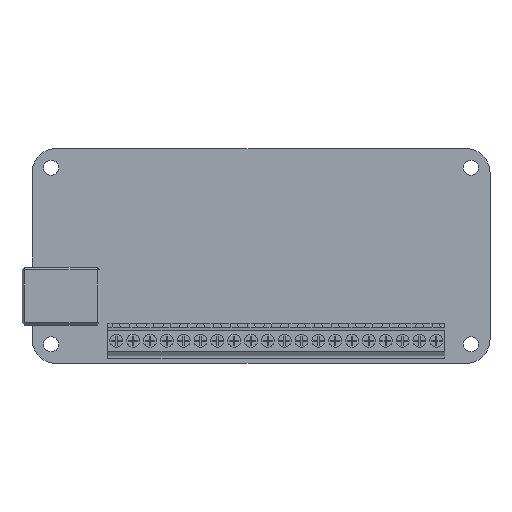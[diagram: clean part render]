
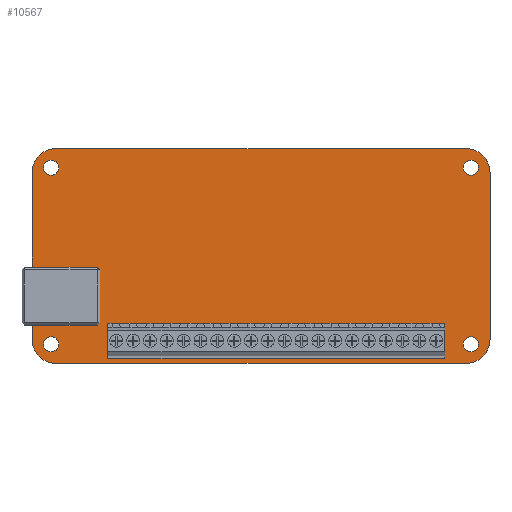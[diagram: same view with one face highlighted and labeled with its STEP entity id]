
A CAD part, top view. The second image highlights one B-rep face of the part: STEP entity #10567.
In plain terms, the highlighted planar face has unit normal (0, 0, 1).
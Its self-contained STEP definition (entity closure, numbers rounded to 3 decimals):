
#341=FACE_BOUND('',#1578,.T.);
#342=FACE_BOUND('',#1579,.T.);
#343=FACE_BOUND('',#1580,.T.);
#344=FACE_BOUND('',#1581,.T.);
#412=PLANE('',#11276);
#981=FACE_OUTER_BOUND('',#1577,.T.);
#1577=EDGE_LOOP('',(#7585,#7586,#7587,#7588,#7589,#7590,#7591,#7592));
#1578=EDGE_LOOP('',(#7593));
#1579=EDGE_LOOP('',(#7594));
#1580=EDGE_LOOP('',(#7595));
#1581=EDGE_LOOP('',(#7596));
#2243=LINE('',#14684,#3667);
#2246=LINE('',#14690,#3670);
#2247=LINE('',#14694,#3671);
#2248=LINE('',#14698,#3672);
#3667=VECTOR('',#11943,10.);
#3670=VECTOR('',#11948,10.);
#3671=VECTOR('',#11951,10.);
#3672=VECTOR('',#11954,10.);
#5089=CIRCLE('',#11273,5.);
#5091=CIRCLE('',#11277,5.);
#5092=CIRCLE('',#11278,5.);
#5093=CIRCLE('',#11279,5.);
#5094=CIRCLE('',#11280,1.6);
#5095=CIRCLE('',#11281,1.6);
#5096=CIRCLE('',#11282,1.6);
#5097=CIRCLE('',#11283,1.6);
#5145=VERTEX_POINT('',#14674);
#5146=VERTEX_POINT('',#14675);
#5149=VERTEX_POINT('',#14683);
#5151=VERTEX_POINT('',#14689);
#5152=VERTEX_POINT('',#14691);
#5153=VERTEX_POINT('',#14693);
#5154=VERTEX_POINT('',#14695);
#5155=VERTEX_POINT('',#14697);
#5156=VERTEX_POINT('',#14700);
#5157=VERTEX_POINT('',#14702);
#5158=VERTEX_POINT('',#14704);
#5159=VERTEX_POINT('',#14706);
#6097=EDGE_CURVE('',#5145,#5146,#5089,.T.);
#6101=EDGE_CURVE('',#5149,#5146,#2243,.T.);
#6104=EDGE_CURVE('',#5145,#5151,#2246,.T.);
#6105=EDGE_CURVE('',#5152,#5151,#5091,.T.);
#6106=EDGE_CURVE('',#5152,#5153,#2247,.T.);
#6107=EDGE_CURVE('',#5154,#5153,#5092,.T.);
#6108=EDGE_CURVE('',#5154,#5155,#2248,.T.);
#6109=EDGE_CURVE('',#5149,#5155,#5093,.T.);
#6110=EDGE_CURVE('',#5156,#5156,#5094,.T.);
#6111=EDGE_CURVE('',#5157,#5157,#5095,.T.);
#6112=EDGE_CURVE('',#5158,#5158,#5096,.T.);
#6113=EDGE_CURVE('',#5159,#5159,#5097,.T.);
#7585=ORIENTED_EDGE('',*,*,#6097,.F.);
#7586=ORIENTED_EDGE('',*,*,#6104,.T.);
#7587=ORIENTED_EDGE('',*,*,#6105,.F.);
#7588=ORIENTED_EDGE('',*,*,#6106,.T.);
#7589=ORIENTED_EDGE('',*,*,#6107,.F.);
#7590=ORIENTED_EDGE('',*,*,#6108,.T.);
#7591=ORIENTED_EDGE('',*,*,#6109,.F.);
#7592=ORIENTED_EDGE('',*,*,#6101,.T.);
#7593=ORIENTED_EDGE('',*,*,#6110,.T.);
#7594=ORIENTED_EDGE('',*,*,#6111,.T.);
#7595=ORIENTED_EDGE('',*,*,#6112,.T.);
#7596=ORIENTED_EDGE('',*,*,#6113,.T.);
#10567=ADVANCED_FACE('',(#981,#341,#342,#343,#344),#412,.T.);
#11273=AXIS2_PLACEMENT_3D('',#14676,#11935,#11936);
#11276=AXIS2_PLACEMENT_3D('',#14688,#11946,#11947);
#11277=AXIS2_PLACEMENT_3D('',#14692,#11949,#11950);
#11278=AXIS2_PLACEMENT_3D('',#14696,#11952,#11953);
#11279=AXIS2_PLACEMENT_3D('',#14699,#11955,#11956);
#11280=AXIS2_PLACEMENT_3D('',#14701,#11957,#11958);
#11281=AXIS2_PLACEMENT_3D('',#14703,#11959,#11960);
#11282=AXIS2_PLACEMENT_3D('',#14705,#11961,#11962);
#11283=AXIS2_PLACEMENT_3D('',#14707,#11963,#11964);
#11935=DIRECTION('center_axis',(0.,0.,-1.));
#11936=DIRECTION('ref_axis',(-0.707,0.707,0.));
#11943=DIRECTION('',(-1.,0.,0.));
#11946=DIRECTION('center_axis',(0.,0.,1.));
#11947=DIRECTION('ref_axis',(1.,0.,0.));
#11948=DIRECTION('',(0.,-1.,0.));
#11949=DIRECTION('center_axis',(0.,0.,-1.));
#11950=DIRECTION('ref_axis',(-0.707,-0.707,0.));
#11951=DIRECTION('',(1.,0.,0.));
#11952=DIRECTION('center_axis',(0.,0.,-1.));
#11953=DIRECTION('ref_axis',(0.707,-0.707,0.));
#11954=DIRECTION('',(0.,1.,0.));
#11955=DIRECTION('center_axis',(0.,0.,-1.));
#11956=DIRECTION('ref_axis',(0.707,0.707,0.));
#11957=DIRECTION('center_axis',(0.,0.,-1.));
#11958=DIRECTION('ref_axis',(1.,0.,0.));
#11959=DIRECTION('center_axis',(0.,0.,-1.));
#11960=DIRECTION('ref_axis',(1.,0.,0.));
#11961=DIRECTION('center_axis',(0.,0.,-1.));
#11962=DIRECTION('ref_axis',(1.,0.,0.));
#11963=DIRECTION('center_axis',(0.,0.,-1.));
#11964=DIRECTION('ref_axis',(1.,0.,0.));
#14674=CARTESIAN_POINT('',(-48.,17.5,1.6));
#14675=CARTESIAN_POINT('',(-43.,22.5,1.6));
#14676=CARTESIAN_POINT('Origin',(-43.,17.5,1.6));
#14683=CARTESIAN_POINT('',(43.,22.5,1.6));
#14684=CARTESIAN_POINT('',(48.,22.5,1.6));
#14688=CARTESIAN_POINT('Origin',(0.,0.,1.6));
#14689=CARTESIAN_POINT('',(-48.,-17.5,1.6));
#14690=CARTESIAN_POINT('',(-48.,22.5,1.6));
#14691=CARTESIAN_POINT('',(-43.,-22.5,1.6));
#14692=CARTESIAN_POINT('Origin',(-43.,-17.5,1.6));
#14693=CARTESIAN_POINT('',(43.,-22.5,1.6));
#14694=CARTESIAN_POINT('',(-48.,-22.5,1.6));
#14695=CARTESIAN_POINT('',(48.,-17.5,1.6));
#14696=CARTESIAN_POINT('Origin',(43.,-17.5,1.6));
#14697=CARTESIAN_POINT('',(48.,17.5,1.6));
#14698=CARTESIAN_POINT('',(48.,-22.5,1.6));
#14699=CARTESIAN_POINT('Origin',(43.,17.5,1.6));
#14700=CARTESIAN_POINT('',(42.4,-18.5,1.6));
#14701=CARTESIAN_POINT('Origin',(44.,-18.5,1.6));
#14702=CARTESIAN_POINT('',(42.4,18.5,1.6));
#14703=CARTESIAN_POINT('Origin',(44.,18.5,1.6));
#14704=CARTESIAN_POINT('',(-45.6,18.5,1.6));
#14705=CARTESIAN_POINT('Origin',(-44.,18.5,1.6));
#14706=CARTESIAN_POINT('',(-45.6,-18.5,1.6));
#14707=CARTESIAN_POINT('Origin',(-44.,-18.5,1.6));
